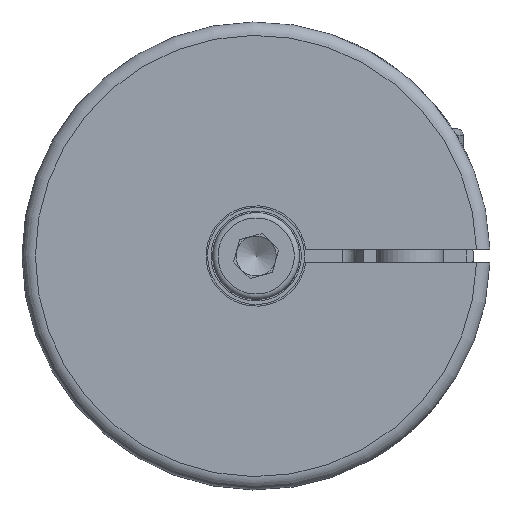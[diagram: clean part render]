
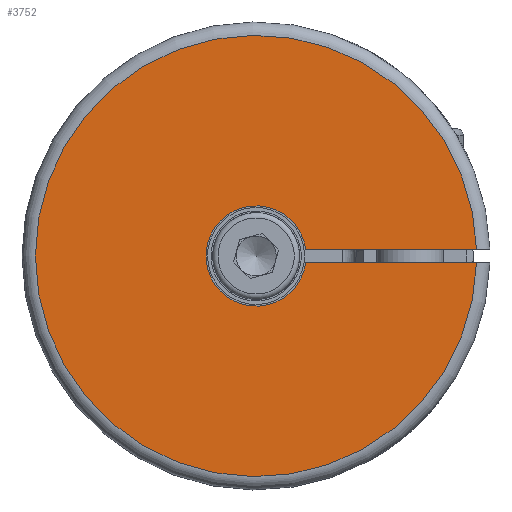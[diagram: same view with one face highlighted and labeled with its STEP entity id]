
A CAD part, left-side view. The second image highlights one B-rep face of the part: STEP entity #3752.
In plain terms, the highlighted planar face has unit normal (-1, 0, 0).
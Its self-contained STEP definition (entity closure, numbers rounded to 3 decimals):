
#35=LINE('',#5850,#198);
#36=LINE('',#5858,#199);
#198=VECTOR('',#4573,1000.);
#199=VECTOR('',#4576,1000.);
#439=PLANE('',#4051);
#867=ORIENTED_EDGE('',*,*,#1947,.F.);
#868=ORIENTED_EDGE('',*,*,#1866,.T.);
#869=ORIENTED_EDGE('',*,*,#1946,.T.);
#870=ORIENTED_EDGE('',*,*,#1864,.T.);
#1864=EDGE_CURVE('',#2431,#2430,#35,.T.);
#1866=EDGE_CURVE('',#2432,#2433,#36,.T.);
#1946=EDGE_CURVE('',#2433,#2431,#2835,.T.);
#1947=EDGE_CURVE('',#2432,#2430,#2836,.T.);
#2430=VERTEX_POINT('',#5849);
#2431=VERTEX_POINT('',#5851);
#2432=VERTEX_POINT('',#5859);
#2433=VERTEX_POINT('',#5860);
#2835=CIRCLE('',#4050,33.);
#2836=CIRCLE('',#4052,7.5);
#3105=EDGE_LOOP('',(#867,#868,#869,#870));
#3394=FACE_BOUND('',#3105,.T.);
#3752=ADVANCED_FACE('',(#3394),#439,.T.);
#4050=AXIS2_PLACEMENT_3D('',#6077,#4704,#4705);
#4051=AXIS2_PLACEMENT_3D('',#6078,#4706,#4707);
#4052=AXIS2_PLACEMENT_3D('',#6079,#4708,#4709);
#4573=DIRECTION('',(0.,1.,0.));
#4576=DIRECTION('',(0.,-1.,0.));
#4704=DIRECTION('',(-1.,0.,0.));
#4705=DIRECTION('',(0.,0.,1.));
#4706=DIRECTION('',(-1.,0.,0.));
#4707=DIRECTION('',(0.,0.,1.));
#4708=DIRECTION('',(-1.,0.,0.));
#4709=DIRECTION('',(0.,0.,1.));
#5849=CARTESIAN_POINT('',(0.,-7.433,-1.));
#5850=CARTESIAN_POINT('',(0.,-34.986,-1.));
#5851=CARTESIAN_POINT('',(0.,-32.985,-1.));
#5858=CARTESIAN_POINT('',(0.,-7.433,1.));
#5859=CARTESIAN_POINT('',(0.,-7.433,1.));
#5860=CARTESIAN_POINT('',(0.,-32.985,1.));
#6077=CARTESIAN_POINT('',(0.,0.,0.));
#6078=CARTESIAN_POINT('',(0.,0.,7.5));
#6079=CARTESIAN_POINT('',(0.,0.,0.));
